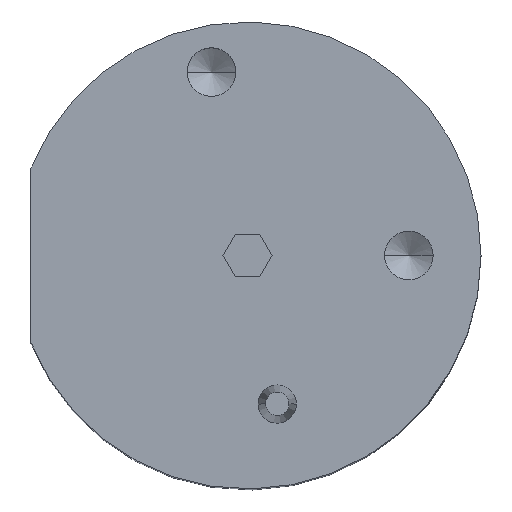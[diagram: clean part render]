
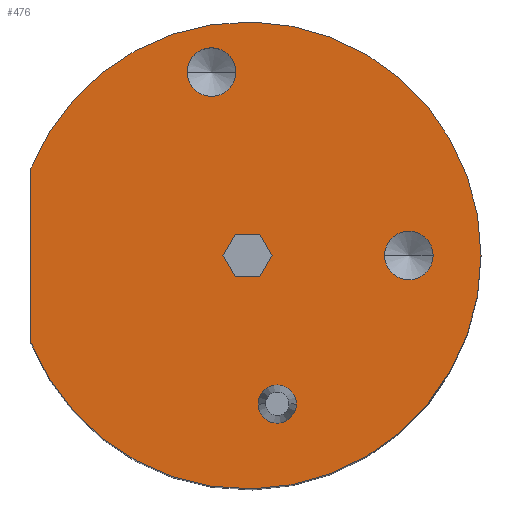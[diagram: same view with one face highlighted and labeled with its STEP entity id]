
A CAD part, top view. The second image highlights one B-rep face of the part: STEP entity #476.
In plain terms, the highlighted planar face has unit normal (0, 0, 1).
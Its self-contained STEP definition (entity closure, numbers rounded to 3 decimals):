
#476=ADVANCED_FACE('',(#981,#982,#983,#984,#985),#986,.T.);
#981=FACE_BOUND('',#1573,.T.);
#982=FACE_BOUND('',#1574,.T.);
#983=FACE_BOUND('',#1575,.T.);
#984=FACE_BOUND('',#1576,.T.);
#985=FACE_OUTER_BOUND('',#1577,.T.);
#986=PLANE('',#1578);
#1573=EDGE_LOOP('',(#3011,#3012));
#1574=EDGE_LOOP('',(#3013,#3014,#3015,#3016,#3017,#3018));
#1575=EDGE_LOOP('',(#3019,#3020));
#1576=EDGE_LOOP('',(#3021,#3022));
#1577=EDGE_LOOP('',(#3023,#3024,#3025));
#1578=AXIS2_PLACEMENT_3D('',#3026,#3027,#3028);
#3011=ORIENTED_EDGE('',*,*,#3702,.T.);
#3012=ORIENTED_EDGE('',*,*,#3309,.T.);
#3013=ORIENTED_EDGE('',*,*,#3713,.T.);
#3014=ORIENTED_EDGE('',*,*,#3717,.T.);
#3015=ORIENTED_EDGE('',*,*,#3720,.T.);
#3016=ORIENTED_EDGE('',*,*,#3723,.T.);
#3017=ORIENTED_EDGE('',*,*,#3726,.T.);
#3018=ORIENTED_EDGE('',*,*,#3728,.T.);
#3019=ORIENTED_EDGE('',*,*,#3304,.T.);
#3020=ORIENTED_EDGE('',*,*,#3731,.T.);
#3021=ORIENTED_EDGE('',*,*,#3290,.T.);
#3022=ORIENTED_EDGE('',*,*,#3741,.T.);
#3023=ORIENTED_EDGE('',*,*,#3696,.T.);
#3024=ORIENTED_EDGE('',*,*,#3750,.T.);
#3025=ORIENTED_EDGE('',*,*,#3278,.T.);
#3026=CARTESIAN_POINT('',(0.0,0.0,164.5));
#3027=DIRECTION('',(0.0,0.0,1.0));
#3028=DIRECTION('',(1.0,0.0,0.0));
#3278=EDGE_CURVE('',#3869,#3873,#3875,.T.);
#3290=EDGE_CURVE('',#3895,#3892,#3896,.T.);
#3304=EDGE_CURVE('',#3919,#3916,#3920,.T.);
#3309=EDGE_CURVE('',#3928,#3925,#3929,.T.);
#3696=EDGE_CURVE('',#3873,#4502,#4505,.T.);
#3702=EDGE_CURVE('',#3925,#3928,#4511,.T.);
#3713=EDGE_CURVE('',#4529,#4527,#4530,.T.);
#3717=EDGE_CURVE('',#4527,#4533,#4535,.T.);
#3720=EDGE_CURVE('',#4533,#4537,#4539,.T.);
#3723=EDGE_CURVE('',#4537,#4541,#4543,.T.);
#3726=EDGE_CURVE('',#4541,#4545,#4547,.T.);
#3728=EDGE_CURVE('',#4545,#4529,#4549,.T.);
#3731=EDGE_CURVE('',#3916,#3919,#4552,.T.);
#3741=EDGE_CURVE('',#3892,#3895,#4562,.T.);
#3750=EDGE_CURVE('',#4502,#3869,#4571,.T.);
#3869=VERTEX_POINT('',#4724);
#3873=VERTEX_POINT('',#4729);
#3875=CIRCLE('',#4732,55.0);
#3892=VERTEX_POINT('',#4753);
#3895=VERTEX_POINT('',#4757);
#3896=CIRCLE('',#4758,5.725);
#3916=VERTEX_POINT('',#4783);
#3919=VERTEX_POINT('',#4787);
#3920=CIRCLE('',#4788,5.725);
#3925=VERTEX_POINT('',#4794);
#3928=VERTEX_POINT('',#4798);
#3929=CIRCLE('',#4799,4.5);
#4502=VERTEX_POINT('',#6112);
#4505=LINE('',#6116,#6117);
#4511=CIRCLE('',#6124,4.5);
#4527=VERTEX_POINT('',#6146);
#4529=VERTEX_POINT('',#6149);
#4530=LINE('',#6150,#6151);
#4533=VERTEX_POINT('',#6155);
#4535=LINE('',#6158,#6159);
#4537=VERTEX_POINT('',#6161);
#4539=LINE('',#6164,#6165);
#4541=VERTEX_POINT('',#6167);
#4543=LINE('',#6170,#6171);
#4545=VERTEX_POINT('',#6173);
#4547=LINE('',#6176,#6177);
#4549=LINE('',#6179,#6180);
#4552=CIRCLE('',#6183,5.725);
#4562=CIRCLE('',#6193,5.725);
#4571=CIRCLE('',#6202,55.0);
#4724=CARTESIAN_POINT('',(55.0,0.,164.5));
#4729=CARTESIAN_POINT('',(-51.0,20.591,164.5));
#4732=AXIS2_PLACEMENT_3D('',#6355,#6356,#6357);
#4753=CARTESIAN_POINT('',(-2.775,43.2,164.5));
#4757=CARTESIAN_POINT('',(-14.225,43.2,164.5));
#4758=AXIS2_PLACEMENT_3D('',#6372,#6373,#6374);
#4783=CARTESIAN_POINT('',(43.725,0.,164.5));
#4787=CARTESIAN_POINT('',(32.275,0.,164.5));
#4788=AXIS2_PLACEMENT_3D('',#6393,#6394,#6395);
#4794=CARTESIAN_POINT('',(11.5,-35.0,164.5));
#4798=CARTESIAN_POINT('',(2.5,-35.0,164.5));
#4799=AXIS2_PLACEMENT_3D('',#6401,#6402,#6403);
#6112=CARTESIAN_POINT('',(-51.0,-20.591,164.5));
#6116=CARTESIAN_POINT('',(-51.0,0.0,164.5));
#6117=VECTOR('',#6622,1.0);
#6124=AXIS2_PLACEMENT_3D('',#6627,#6628,#6629);
#6146=CARTESIAN_POINT('',(2.887,-5.,164.5));
#6149=CARTESIAN_POINT('',(5.774,0.,164.5));
#6150=CARTESIAN_POINT('',(4.33,-2.5,164.5));
#6151=VECTOR('',#6637,1.);
#6155=CARTESIAN_POINT('',(-2.887,-5.,164.5));
#6158=CARTESIAN_POINT('',(0.,-5.,164.5));
#6159=VECTOR('',#6640,1.);
#6161=CARTESIAN_POINT('',(-5.774,0.,164.5));
#6164=CARTESIAN_POINT('',(-4.33,-2.5,164.5));
#6165=VECTOR('',#6642,1.);
#6167=CARTESIAN_POINT('',(-2.887,5.,164.5));
#6170=CARTESIAN_POINT('',(-4.33,2.5,164.5));
#6171=VECTOR('',#6644,1.0);
#6173=CARTESIAN_POINT('',(2.887,5.,164.5));
#6176=CARTESIAN_POINT('',(0.,5.,164.5));
#6177=VECTOR('',#6646,1.);
#6179=CARTESIAN_POINT('',(4.33,2.5,164.5));
#6180=VECTOR('',#6647,1.);
#6183=AXIS2_PLACEMENT_3D('',#6651,#6652,#6653);
#6193=AXIS2_PLACEMENT_3D('',#6666,#6667,#6668);
#6202=AXIS2_PLACEMENT_3D('',#6678,#6679,#6680);
#6355=CARTESIAN_POINT('',(0.0,0.0,164.5));
#6356=DIRECTION('',(0.0,0.0,1.0));
#6357=DIRECTION('',(1.0,0.0,0.0));
#6372=CARTESIAN_POINT('',(-8.5,43.2,164.5));
#6373=DIRECTION('',(0.0,0.0,-1.0));
#6374=DIRECTION('',(1.0,0.0,0.0));
#6393=CARTESIAN_POINT('',(38.0,0.0,164.5));
#6394=DIRECTION('',(0.0,0.0,-1.0));
#6395=DIRECTION('',(1.0,0.0,0.0));
#6401=CARTESIAN_POINT('',(7.0,-35.0,164.5));
#6402=DIRECTION('',(0.0,0.0,-1.0));
#6403=DIRECTION('',(1.0,0.0,0.0));
#6622=DIRECTION('',(0.0,-1.0,0.0));
#6627=CARTESIAN_POINT('',(7.0,-35.0,164.5));
#6628=DIRECTION('',(0.0,0.0,-1.0));
#6629=DIRECTION('',(1.0,0.0,0.0));
#6637=DIRECTION('',(-0.5,-0.866,0.0));
#6640=DIRECTION('',(-1.0,0.,0.0));
#6642=DIRECTION('',(-0.5,0.866,0.0));
#6644=DIRECTION('',(0.5,0.866,0.0));
#6646=DIRECTION('',(1.0,0.,0.0));
#6647=DIRECTION('',(0.5,-0.866,0.0));
#6651=CARTESIAN_POINT('',(38.0,0.0,164.5));
#6652=DIRECTION('',(0.0,0.0,-1.0));
#6653=DIRECTION('',(1.0,0.0,0.0));
#6666=CARTESIAN_POINT('',(-8.5,43.2,164.5));
#6667=DIRECTION('',(0.0,0.0,-1.0));
#6668=DIRECTION('',(1.0,0.0,0.0));
#6678=CARTESIAN_POINT('',(0.0,0.0,164.5));
#6679=DIRECTION('',(0.0,0.0,1.0));
#6680=DIRECTION('',(1.0,0.0,0.0));
